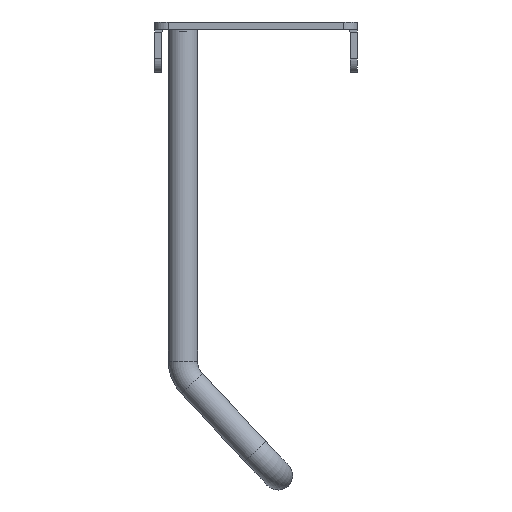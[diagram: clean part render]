
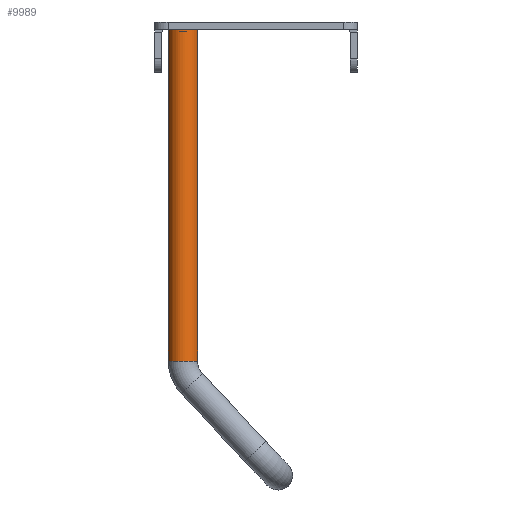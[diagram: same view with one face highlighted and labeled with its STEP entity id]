
A CAD part, left-side view. The second image highlights one B-rep face of the part: STEP entity #9989.
In plain terms, the highlighted cylindrical face has radius 3.175 mm (diameter 6.35 mm), a full revolution.
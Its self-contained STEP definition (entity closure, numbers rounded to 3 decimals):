
#1293=CYLINDRICAL_SURFACE('',#10633,3.175);
#1614=FACE_OUTER_BOUND('',#2137,.T.);
#2137=EDGE_LOOP('',(#6839,#6840,#6841,#6842,#6843));
#2761=LINE('',#15868,#3230);
#3230=VECTOR('',#11502,3.175);
#3673=CIRCLE('',#10634,3.175);
#3674=CIRCLE('',#10635,3.175);
#3675=CIRCLE('',#10636,3.175);
#4145=VERTEX_POINT('',#15865);
#4146=VERTEX_POINT('',#15867);
#4147=VERTEX_POINT('',#15869);
#5210=EDGE_CURVE('',#4145,#4145,#3673,.T.);
#5211=EDGE_CURVE('',#4145,#4146,#2761,.T.);
#5212=EDGE_CURVE('',#4146,#4147,#3674,.T.);
#5213=EDGE_CURVE('',#4147,#4146,#3675,.T.);
#6839=ORIENTED_EDGE('',*,*,#5210,.F.);
#6840=ORIENTED_EDGE('',*,*,#5211,.T.);
#6841=ORIENTED_EDGE('',*,*,#5212,.T.);
#6842=ORIENTED_EDGE('',*,*,#5213,.T.);
#6843=ORIENTED_EDGE('',*,*,#5211,.F.);
#9989=ADVANCED_FACE('',(#1614),#1293,.T.);
#10633=AXIS2_PLACEMENT_3D('',#15864,#11498,#11499);
#10634=AXIS2_PLACEMENT_3D('',#15866,#11500,#11501);
#10635=AXIS2_PLACEMENT_3D('',#15870,#11503,#11504);
#10636=AXIS2_PLACEMENT_3D('',#15871,#11505,#11506);
#11498=DIRECTION('center_axis',(0.,0.,
1.));
#11499=DIRECTION('ref_axis',(1.,0.,0.));
#11500=DIRECTION('center_axis',(0.,0.,
1.));
#11501=DIRECTION('ref_axis',(1.,0.,0.));
#11502=DIRECTION('',(0.,0.,-1.));
#11503=DIRECTION('center_axis',(0.,0.,
1.));
#11504=DIRECTION('ref_axis',(1.,0.,0.));
#11505=DIRECTION('center_axis',(0.,0.,
1.));
#11506=DIRECTION('ref_axis',(1.,0.,0.));
#15864=CARTESIAN_POINT('Origin',(-211.5,15.875,-72.));
#15865=CARTESIAN_POINT('',(-214.675,15.875,0.));
#15866=CARTESIAN_POINT('Origin',(-211.5,15.875,0.));
#15867=CARTESIAN_POINT('',(-214.675,15.875,-72.));
#15868=CARTESIAN_POINT('',(-214.675,15.875,-72.));
#15869=CARTESIAN_POINT('',(-211.5,12.7,-72.));
#15870=CARTESIAN_POINT('Origin',(-211.5,15.875,-72.));
#15871=CARTESIAN_POINT('Origin',(-211.5,15.875,-72.));
